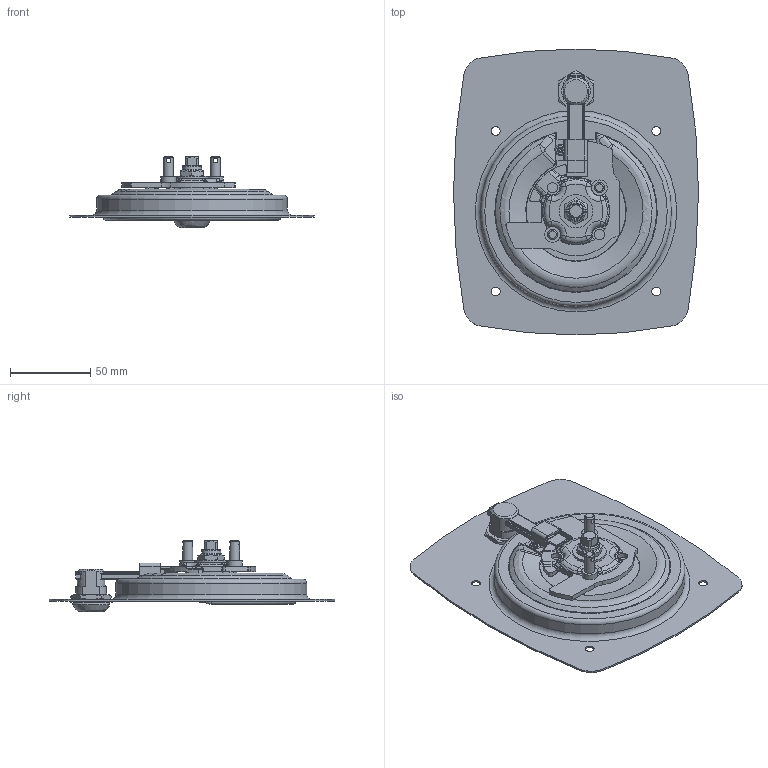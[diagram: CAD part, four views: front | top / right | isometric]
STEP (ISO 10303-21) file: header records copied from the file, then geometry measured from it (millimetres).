
FILE_DESCRIPTION((''),'2;1');
FILE_NAME('9020-SS R.stp','2013-07-29T09:30:09',('fredp'),(''),'Autodesk Inventor 2013','Autodesk Inventor 2013','');
FILE_SCHEMA(('AUTOMOTIVE_DESIGN { 1 0 10303 214 1 1 1 1 }'));
Length unit declared in the file: inch
Products named in the file (1): 9020-SS R_Shrinkwrap_1
Bounding box: 152.4 x 177.8 x 44.42 mm (x, y, z)
Volume: 88348.2 mm3; surface area: 97347.1 mm2
Topology: 23 solids, 23 shells, 2097 faces, 5235 edges, 3199 vertices
Faces by surface type: plane 1186, cylinder 408, bspline 257, torus 117, cone 97, sphere 32
Full cylindrical faces by diameter (mm): 1.397 x1, 2.515 x2, 2.794 x2, 2.921 x2, 2.985 x8, 3.124 x2, 3.251 x4, 3.366 x2, 3.701 x2, 3.81 x1, 3.962 x2, 4.064 x4, 4.343 x2, 5.563 x4, 5.664 x2, 6.096 x2, 6.147 x2, 6.35 x4, 7.798 x1, 9.652 x2, 10.439 x1, 11.1 x1, 12.192 x1, 12.7 x2, 12.878 x1, 13.462 x1, 14.3 x1, 14.605 x1, 15.748 x1, 15.875 x1
Entity records: 67864 total; most frequent: CARTESIAN_POINT 18725, ORIENTED_EDGE 10020, DIRECTION 9502, EDGE_CURVE 5010, AXIS2_PLACEMENT_3D 3416, VERTEX_POINT 3165, VECTOR 2670, LINE 2670
